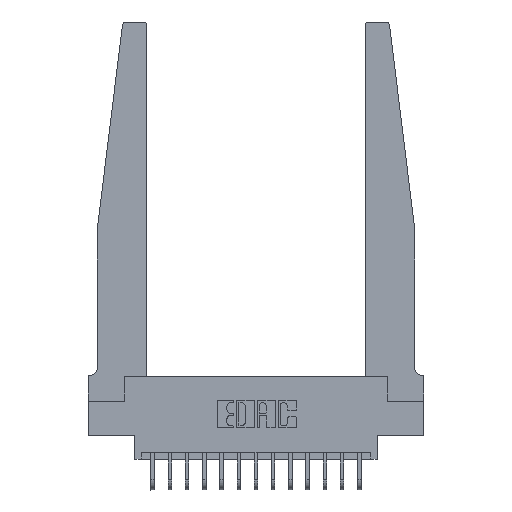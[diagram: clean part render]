
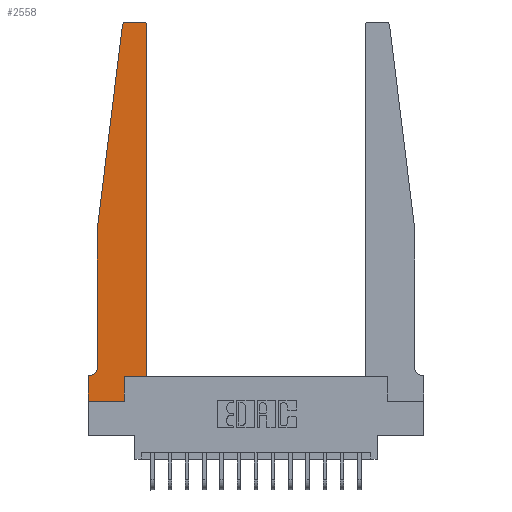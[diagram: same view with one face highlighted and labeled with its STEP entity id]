
A CAD part, top view. The second image highlights one B-rep face of the part: STEP entity #2558.
In plain terms, the highlighted planar face has unit normal (0, 0, 1).
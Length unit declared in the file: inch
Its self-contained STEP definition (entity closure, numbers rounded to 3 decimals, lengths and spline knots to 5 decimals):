
#62 = DIRECTION ( 'NONE',  ( 1., 0., 0. ) ) ;
#301 = LINE ( 'NONE', #9355, #14761 ) ;
#389 = CARTESIAN_POINT ( 'NONE',  ( 0.065, 1.25, 0.37 ) ) ;
#609 = EDGE_CURVE ( 'NONE', #10443, #1225, #18279, .T. ) ;
#1065 = DIRECTION ( 'NONE',  ( 1., 0., 0. ) ) ;
#1225 = VERTEX_POINT ( 'NONE', #18827 ) ;
#1402 = VERTEX_POINT ( 'NONE', #15021 ) ;
#1542 = ORIENTED_EDGE ( 'NONE', *, *, #17236, .T. ) ;
#1670 = DIRECTION ( 'NONE',  ( 1., 0., 0. ) ) ;
#1720 = CARTESIAN_POINT ( 'NONE',  ( 0., 0.1875, 0.37 ) ) ;
#1805 = ORIENTED_EDGE ( 'NONE', *, *, #5793, .T. ) ;
#1966 = EDGE_CURVE ( 'NONE', #3233, #7530, #301, .T. ) ;
#1986 = VECTOR ( 'NONE', #4780, 39.37008 ) ;
#2018 = DIRECTION ( 'NONE',  ( 1., 0., 0. ) ) ;
#2024 = VERTEX_POINT ( 'NONE', #6583 ) ;
#2216 = DIRECTION ( 'NONE',  ( 0., 0., 1. ) ) ;
#2495 = VECTOR ( 'NONE', #4686, 39.37008 ) ;
#2558 = ADVANCED_FACE ( 'NONE', ( #9433 ), #15471, .T. ) ;
#2791 = CARTESIAN_POINT ( 'NONE',  ( 0.425, 0.18, 0.37 ) ) ;
#3166 = DIRECTION ( 'NONE',  ( 0., 0., -1. ) ) ;
#3233 = VERTEX_POINT ( 'NONE', #7514 ) ;
#3448 = CARTESIAN_POINT ( 'NONE',  ( 0.425, 0.18, 0.37 ) ) ;
#3476 = VECTOR ( 'NONE', #8149, 39.37008 ) ;
#3553 = DIRECTION ( 'NONE',  ( -1., 0., 0. ) ) ;
#3853 = DIRECTION ( 'NONE',  ( 1., 0., 0. ) ) ;
#3966 = EDGE_CURVE ( 'NONE', #9194, #3233, #3997, .T. ) ;
#3997 = CIRCLE ( 'NONE', #9329, 0.03 ) ;
#4000 = ORIENTED_EDGE ( 'NONE', *, *, #1966, .T. ) ;
#4059 = VECTOR ( 'NONE', #3853, 39.37008 ) ;
#4153 = EDGE_CURVE ( 'NONE', #1225, #16111, #10894, .T. ) ;
#4471 = CARTESIAN_POINT ( 'NONE',  ( 0.2605, 0.18, 0.37 ) ) ;
#4474 = VECTOR ( 'NONE', #1670, 39.37008 ) ;
#4686 = DIRECTION ( 'NONE',  ( -1., 0., 0. ) ) ;
#4780 = DIRECTION ( 'NONE',  ( 0., -1., 0. ) ) ;
#4923 = ORIENTED_EDGE ( 'NONE', *, *, #10966, .T. ) ;
#5011 = VECTOR ( 'NONE', #15619, 39.37008 ) ;
#5683 = CARTESIAN_POINT ( 'NONE',  ( 0.425, 2.72, 0.37 ) ) ;
#5793 = EDGE_CURVE ( 'NONE', #15943, #19285, #10328, .T. ) ;
#5831 = ORIENTED_EDGE ( 'NONE', *, *, #3966, .T. ) ;
#6054 = DIRECTION ( 'NONE',  ( 0., 0., 1. ) ) ;
#6345 = EDGE_CURVE ( 'NONE', #12662, #10443, #8018, .T. ) ;
#6438 = CARTESIAN_POINT ( 'NONE',  ( 0.065, 1.25, 0.37 ) ) ;
#6583 = CARTESIAN_POINT ( 'NONE',  ( 0.24675, 2.72367, 0.37 ) ) ;
#6651 = ORIENTED_EDGE ( 'NONE', *, *, #18970, .T. ) ;
#7323 = CARTESIAN_POINT ( 'NONE',  ( 0.2605, 0.18, 0.37 ) ) ;
#7512 = ORIENTED_EDGE ( 'NONE', *, *, #15883, .T. ) ;
#7514 = CARTESIAN_POINT ( 'NONE',  ( 0.395, 2.75, 0.37 ) ) ;
#7530 = VERTEX_POINT ( 'NONE', #10992 ) ;
#8018 = LINE ( 'NONE', #6438, #1986 ) ;
#8149 = DIRECTION ( 'NONE',  ( -0.122, -0.992, 0. ) ) ;
#8236 = CARTESIAN_POINT ( 'NONE',  ( 0., 0.1875, 0.37 ) ) ;
#8461 = LINE ( 'NONE', #17288, #4059 ) ;
#8540 = CARTESIAN_POINT ( 'NONE',  ( 0.065, 1.25, 0.37 ) ) ;
#8871 = ORIENTED_EDGE ( 'NONE', *, *, #6345, .T. ) ;
#9111 = CARTESIAN_POINT ( 'NONE',  ( 0.065, 0.1875, 0.37 ) ) ;
#9194 = VERTEX_POINT ( 'NONE', #5683 ) ;
#9329 = AXIS2_PLACEMENT_3D ( 'NONE', #16248, #6054, #62 ) ;
#9355 = CARTESIAN_POINT ( 'NONE',  ( 0.25, 2.75, 0.37 ) ) ;
#9433 = FACE_OUTER_BOUND ( 'NONE', #12459, .T. ) ;
#9923 = LINE ( 'NONE', #8540, #3476 ) ;
#10224 = CARTESIAN_POINT ( 'NONE',  ( 0.065, 0.2375, 0.37 ) ) ;
#10328 = LINE ( 'NONE', #19440, #4474 ) ;
#10345 = AXIS2_PLACEMENT_3D ( 'NONE', #8236, #17256, #1065 ) ;
#10443 = VERTEX_POINT ( 'NONE', #10224 ) ;
#10894 = LINE ( 'NONE', #9111, #2495 ) ;
#10966 = EDGE_CURVE ( 'NONE', #7530, #2024, #11774, .T. ) ;
#10992 = CARTESIAN_POINT ( 'NONE',  ( 0.27653, 2.75, 0.37 ) ) ;
#11034 = DIRECTION ( 'NONE',  ( -1., 0., 0. ) ) ;
#11743 = DIRECTION ( 'NONE',  ( 0., 1., 0. ) ) ;
#11774 = CIRCLE ( 'NONE', #12418, 0.03 ) ;
#12269 = AXIS2_PLACEMENT_3D ( 'NONE', #16683, #3166, #11034 ) ;
#12418 = AXIS2_PLACEMENT_3D ( 'NONE', #15529, #2216, #2018 ) ;
#12459 = EDGE_LOOP ( 'NONE', ( #4000, #4923, #18501, #8871, #17725, #13418, #1542, #17120, #7512, #1805, #6651, #5831 ) ) ;
#12662 = VERTEX_POINT ( 'NONE', #389 ) ;
#13264 = CARTESIAN_POINT ( 'NONE',  ( 0., 0., 0.37 ) ) ;
#13418 = ORIENTED_EDGE ( 'NONE', *, *, #4153, .T. ) ;
#13429 = LINE ( 'NONE', #2791, #16043 ) ;
#13448 = LINE ( 'NONE', #4471, #14436 ) ;
#13634 = DIRECTION ( 'NONE',  ( 0., 1., 0. ) ) ;
#14436 = VECTOR ( 'NONE', #13634, 39.37008 ) ;
#14761 = VECTOR ( 'NONE', #3553, 39.37008 ) ;
#15021 = CARTESIAN_POINT ( 'NONE',  ( 0.2605, 0., 0.37 ) ) ;
#15323 = CARTESIAN_POINT ( 'NONE',  ( 0., 0., 0.37 ) ) ;
#15471 = PLANE ( 'NONE',  #10345 ) ;
#15515 = LINE ( 'NONE', #15323, #5011 ) ;
#15529 = CARTESIAN_POINT ( 'NONE',  ( 0.27653, 2.72, 0.37 ) ) ;
#15619 = DIRECTION ( 'NONE',  ( 0., -1., 0. ) ) ;
#15883 = EDGE_CURVE ( 'NONE', #1402, #15943, #13448, .T. ) ;
#15943 = VERTEX_POINT ( 'NONE', #7323 ) ;
#15996 = VERTEX_POINT ( 'NONE', #13264 ) ;
#16043 = VECTOR ( 'NONE', #11743, 39.37008 ) ;
#16111 = VERTEX_POINT ( 'NONE', #1720 ) ;
#16248 = CARTESIAN_POINT ( 'NONE',  ( 0.395, 2.72, 0.37 ) ) ;
#16683 = CARTESIAN_POINT ( 'NONE',  ( 0.015, 0.2375, 0.37 ) ) ;
#17120 = ORIENTED_EDGE ( 'NONE', *, *, #17945, .T. ) ;
#17236 = EDGE_CURVE ( 'NONE', #16111, #15996, #15515, .T. ) ;
#17256 = DIRECTION ( 'NONE',  ( 0., 0., 1. ) ) ;
#17288 = CARTESIAN_POINT ( 'NONE',  ( 0., 0., 0.37 ) ) ;
#17725 = ORIENTED_EDGE ( 'NONE', *, *, #609, .T. ) ;
#17945 = EDGE_CURVE ( 'NONE', #15996, #1402, #8461, .T. ) ;
#18279 = CIRCLE ( 'NONE', #12269, 0.05 ) ;
#18501 = ORIENTED_EDGE ( 'NONE', *, *, #19479, .T. ) ;
#18827 = CARTESIAN_POINT ( 'NONE',  ( 0.015, 0.1875, 0.37 ) ) ;
#18970 = EDGE_CURVE ( 'NONE', #19285, #9194, #13429, .T. ) ;
#19285 = VERTEX_POINT ( 'NONE', #3448 ) ;
#19440 = CARTESIAN_POINT ( 'NONE',  ( 0.425, 0.18, 0.37 ) ) ;
#19479 = EDGE_CURVE ( 'NONE', #2024, #12662, #9923, .T. ) ;
